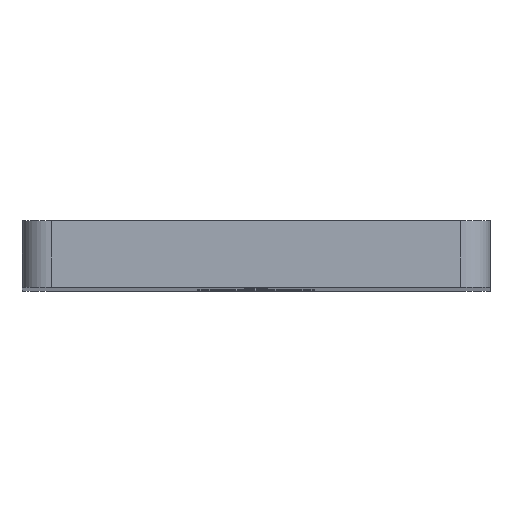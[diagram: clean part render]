
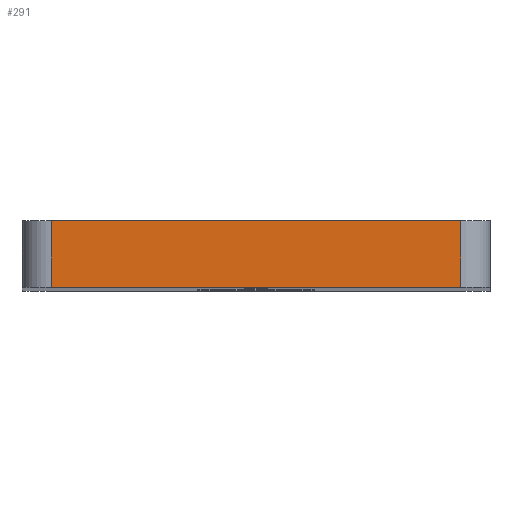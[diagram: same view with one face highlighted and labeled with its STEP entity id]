
A CAD part, top view. The second image highlights one B-rep face of the part: STEP entity #291.
In plain terms, the highlighted planar face has unit normal (0, 0, 1).
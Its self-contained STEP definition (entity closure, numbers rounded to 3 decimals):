
#14 = ORIENTED_EDGE ( 'NONE', *, *, #704, .F. ) ;
#72 = CARTESIAN_POINT ( 'NONE',  ( 1., 2.286, 0. ) ) ;
#78 = DIRECTION ( 'NONE',  ( 1., 0., 0. ) ) ;
#111 = VECTOR ( 'NONE', #148, 1000. ) ;
#120 = CARTESIAN_POINT ( 'NONE',  ( 15., 2.286, 0. ) ) ;
#124 = AXIS2_PLACEMENT_3D ( 'NONE', #186, #167, #78 ) ;
#148 = DIRECTION ( 'NONE',  ( 0., -1., 0. ) ) ;
#167 = DIRECTION ( 'NONE',  ( 0., 0., 1. ) ) ;
#169 = ORIENTED_EDGE ( 'NONE', *, *, #337, .T. ) ;
#170 = VERTEX_POINT ( 'NONE', #313 ) ;
#186 = CARTESIAN_POINT ( 'NONE',  ( 0., 2.286, 0. ) ) ;
#244 = PLANE ( 'NONE',  #124 ) ;
#291 = ADVANCED_FACE ( 'NONE', ( #649 ), #244, .T. ) ;
#310 = VECTOR ( 'NONE', #680, 1000. ) ;
#313 = CARTESIAN_POINT ( 'NONE',  ( 15., 0., 0. ) ) ;
#337 = EDGE_CURVE ( 'NONE', #550, #426, #576, .T. ) ;
#394 = DIRECTION ( 'NONE',  ( -1., 0., 0. ) ) ;
#400 = VECTOR ( 'NONE', #676, 1000. ) ;
#426 = VERTEX_POINT ( 'NONE', #656 ) ;
#443 = VERTEX_POINT ( 'NONE', #614 ) ;
#452 = CARTESIAN_POINT ( 'NONE',  ( 0., 2.286, 0. ) ) ;
#470 = LINE ( 'NONE', #120, #310 ) ;
#480 = ORIENTED_EDGE ( 'NONE', *, *, #523, .T. ) ;
#508 = EDGE_LOOP ( 'NONE', ( #14, #575, #480, #169 ) ) ;
#523 = EDGE_CURVE ( 'NONE', #443, #550, #646, .T. ) ;
#550 = VERTEX_POINT ( 'NONE', #72 ) ;
#562 = LINE ( 'NONE', #636, #400 ) ;
#574 = EDGE_CURVE ( 'NONE', #170, #443, #470, .T. ) ;
#575 = ORIENTED_EDGE ( 'NONE', *, *, #574, .T. ) ;
#576 = LINE ( 'NONE', #700, #111 ) ;
#614 = CARTESIAN_POINT ( 'NONE',  ( 15., 2.286, 0. ) ) ;
#635 = VECTOR ( 'NONE', #394, 1000. ) ;
#636 = CARTESIAN_POINT ( 'NONE',  ( 0., 0., 0. ) ) ;
#646 = LINE ( 'NONE', #452, #635 ) ;
#649 = FACE_OUTER_BOUND ( 'NONE', #508, .T. ) ;
#656 = CARTESIAN_POINT ( 'NONE',  ( 1., 0., 0. ) ) ;
#676 = DIRECTION ( 'NONE',  ( -1., 0., 0. ) ) ;
#680 = DIRECTION ( 'NONE',  ( 0., 1., 0. ) ) ;
#700 = CARTESIAN_POINT ( 'NONE',  ( 1., 2.286, 0. ) ) ;
#704 = EDGE_CURVE ( 'NONE', #170, #426, #562, .T. ) ;
